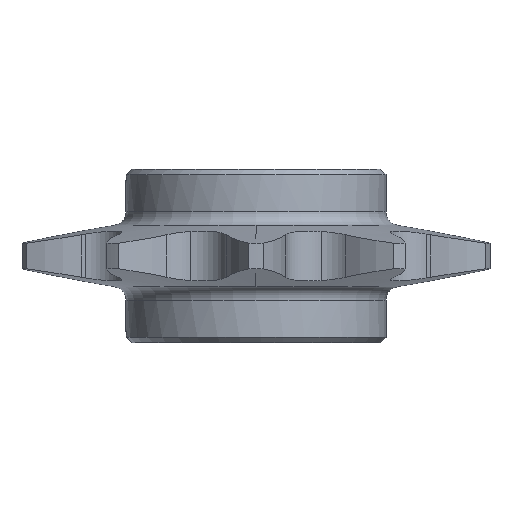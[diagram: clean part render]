
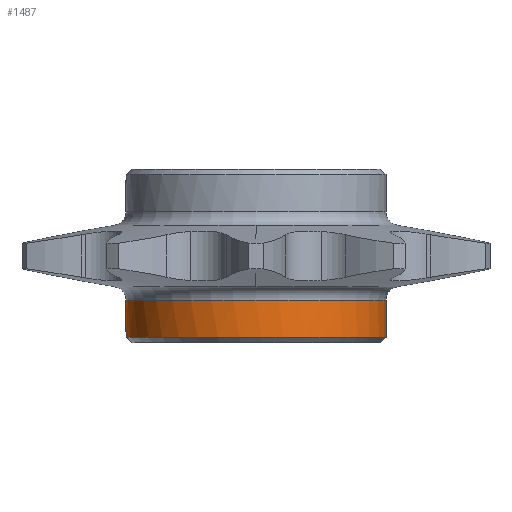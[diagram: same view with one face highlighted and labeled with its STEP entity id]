
A CAD part, left-side view. The second image highlights one B-rep face of the part: STEP entity #1487.
In plain terms, the highlighted cylindrical face has radius 9.525 mm (diameter 19.05 mm), a partial arc.
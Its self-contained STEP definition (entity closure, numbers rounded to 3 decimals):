
#90 = ORIENTED_EDGE ( 'NONE', *, *, #2625, .T. ) ;
#262 = DIRECTION ( 'NONE',  ( 0., 0., -1. ) ) ;
#295 = LINE ( 'NONE', #2197, #3398 ) ;
#464 = DIRECTION ( 'NONE',  ( 0., -1., 0. ) ) ;
#674 = CARTESIAN_POINT ( 'NONE',  ( 0., -9.525, -5.95 ) ) ;
#695 = VECTOR ( 'NONE', #3380, 1000. ) ;
#730 = AXIS2_PLACEMENT_3D ( 'NONE', #1574, #761, #3462 ) ;
#761 = DIRECTION ( 'NONE',  ( 0., 0., 1. ) ) ;
#772 = EDGE_CURVE ( 'NONE', #2097, #2575, #932, .T. ) ;
#816 = ORIENTED_EDGE ( 'NONE', *, *, #2280, .F. ) ;
#830 = VERTEX_POINT ( 'NONE', #1468 ) ;
#868 = ORIENTED_EDGE ( 'NONE', *, *, #2638, .T. ) ;
#932 = CIRCLE ( 'NONE', #1741, 9.525 ) ;
#958 = DIRECTION ( 'NONE',  ( 0., 0., 1. ) ) ;
#959 = CIRCLE ( 'NONE', #1993, 9.525 ) ;
#1355 = CARTESIAN_POINT ( 'NONE',  ( 0., 0., -3.233 ) ) ;
#1357 = DIRECTION ( 'NONE',  ( 0., 0., 1. ) ) ;
#1468 = CARTESIAN_POINT ( 'NONE',  ( -0.794, 9.492, -5.525 ) ) ;
#1487 = ADVANCED_FACE ( 'NONE', ( #2413 ), #3446, .T. ) ;
#1516 = ORIENTED_EDGE ( 'NONE', *, *, #1886, .T. ) ;
#1521 = LINE ( 'NONE', #1766, #695 ) ;
#1552 = CARTESIAN_POINT ( 'NONE',  ( 0., 9.525, -5.525 ) ) ;
#1574 = CARTESIAN_POINT ( 'NONE',  ( 0., 0., 6.35 ) ) ;
#1646 = ORIENTED_EDGE ( 'NONE', *, *, #3281, .T. ) ;
#1741 = AXIS2_PLACEMENT_3D ( 'NONE', #1355, #262, #2424 ) ;
#1760 = LINE ( 'NONE', #2835, #2068 ) ;
#1766 = CARTESIAN_POINT ( 'NONE',  ( -0.794, 9.492, 6.35 ) ) ;
#1886 = EDGE_CURVE ( 'NONE', #2631, #2097, #295, .T. ) ;
#1993 = AXIS2_PLACEMENT_3D ( 'NONE', #2569, #958, #2850 ) ;
#2068 = VECTOR ( 'NONE', #2484, 1000. ) ;
#2097 = VERTEX_POINT ( 'NONE', #3417 ) ;
#2197 = CARTESIAN_POINT ( 'NONE',  ( 0., -9.525, 6.35 ) ) ;
#2280 = EDGE_CURVE ( 'NONE', #2353, #2575, #1760, .T. ) ;
#2307 = VERTEX_POINT ( 'NONE', #2328 ) ;
#2328 = CARTESIAN_POINT ( 'NONE',  ( -0.794, 9.492, -5.95 ) ) ;
#2353 = VERTEX_POINT ( 'NONE', #1552 ) ;
#2413 = FACE_OUTER_BOUND ( 'NONE', #2844, .T. ) ;
#2424 = DIRECTION ( 'NONE',  ( 0., 1., 0. ) ) ;
#2447 = CIRCLE ( 'NONE', #3005, 9.525 ) ;
#2484 = DIRECTION ( 'NONE',  ( 0., 0., 1. ) ) ;
#2569 = CARTESIAN_POINT ( 'NONE',  ( 0., 0., -5.525 ) ) ;
#2575 = VERTEX_POINT ( 'NONE', #2796 ) ;
#2625 = EDGE_CURVE ( 'NONE', #2307, #2631, #2447, .T. ) ;
#2631 = VERTEX_POINT ( 'NONE', #674 ) ;
#2638 = EDGE_CURVE ( 'NONE', #2353, #830, #959, .T. ) ;
#2796 = CARTESIAN_POINT ( 'NONE',  ( 0., 9.525, -3.233 ) ) ;
#2835 = CARTESIAN_POINT ( 'NONE',  ( 0., 9.525, 6.35 ) ) ;
#2844 = EDGE_LOOP ( 'NONE', ( #816, #868, #1646, #90, #1516, #2994 ) ) ;
#2850 = DIRECTION ( 'NONE',  ( -1., 0., 0. ) ) ;
#2994 = ORIENTED_EDGE ( 'NONE', *, *, #772, .T. ) ;
#3005 = AXIS2_PLACEMENT_3D ( 'NONE', #3372, #3389, #464 ) ;
#3281 = EDGE_CURVE ( 'NONE', #830, #2307, #1521, .T. ) ;
#3372 = CARTESIAN_POINT ( 'NONE',  ( 0., 0., -5.95 ) ) ;
#3380 = DIRECTION ( 'NONE',  ( 0., 0., -1. ) ) ;
#3389 = DIRECTION ( 'NONE',  ( 0., 0., 1. ) ) ;
#3398 = VECTOR ( 'NONE', #1357, 1000. ) ;
#3417 = CARTESIAN_POINT ( 'NONE',  ( 0., -9.525, -3.233 ) ) ;
#3446 = CYLINDRICAL_SURFACE ( 'NONE', #730, 9.525 ) ;
#3462 = DIRECTION ( 'NONE',  ( 0., -1., 0. ) ) ;
